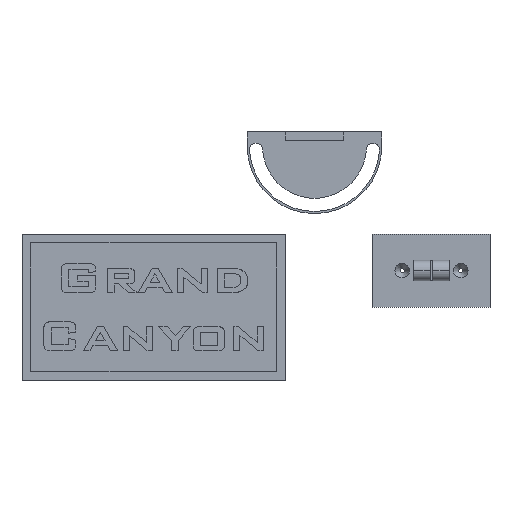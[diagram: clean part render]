
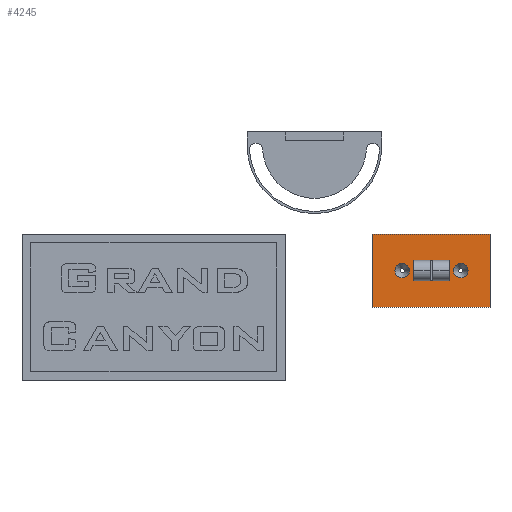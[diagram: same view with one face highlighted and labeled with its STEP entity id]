
A CAD part, top view. The second image highlights one B-rep face of the part: STEP entity #4245.
In plain terms, the highlighted planar face has unit normal (0, 0, 1).
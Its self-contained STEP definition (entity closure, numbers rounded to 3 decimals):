
#38=CIRCLE('',#4452,2.5);
#40=CIRCLE('',#4455,2.5);
#77=FACE_BOUND('',#673,.T.);
#78=FACE_BOUND('',#674,.T.);
#79=FACE_BOUND('',#675,.T.);
#426=FACE_OUTER_BOUND('',#672,.T.);
#672=EDGE_LOOP('',(#3778,#3779,#3780,#3781));
#673=EDGE_LOOP('',(#3782,#3783,#3784,#3785));
#674=EDGE_LOOP('',(#3786));
#675=EDGE_LOOP('',(#3787));
#1112=LINE('',#7097,#1603);
#1119=LINE('',#7123,#1610);
#1144=LINE('',#7184,#1635);
#1145=LINE('',#7187,#1636);
#1150=LINE('',#7207,#1641);
#1153=LINE('',#7213,#1644);
#1156=LINE('',#7219,#1647);
#1159=LINE('',#7223,#1650);
#1603=VECTOR('',#5194,10.);
#1610=VECTOR('',#5219,10.);
#1635=VECTOR('',#5282,10.);
#1636=VECTOR('',#5287,10.);
#1641=VECTOR('',#5306,10.);
#1644=VECTOR('',#5311,10.);
#1647=VECTOR('',#5316,10.);
#1650=VECTOR('',#5321,10.);
#2010=VERTEX_POINT('',#7094);
#2011=VERTEX_POINT('',#7096);
#2020=VERTEX_POINT('',#7120);
#2021=VERTEX_POINT('',#7122);
#2039=VERTEX_POINT('',#7189);
#2041=VERTEX_POINT('',#7195);
#2045=VERTEX_POINT('',#7204);
#2046=VERTEX_POINT('',#7206);
#2048=VERTEX_POINT('',#7212);
#2050=VERTEX_POINT('',#7218);
#2572=EDGE_CURVE('',#2011,#2010,#1112,.T.);
#2585=EDGE_CURVE('',#2021,#2020,#1119,.T.);
#2616=EDGE_CURVE('',#2010,#2021,#1144,.T.);
#2617=EDGE_CURVE('',#2020,#2011,#1145,.T.);
#2618=EDGE_CURVE('',#2039,#2039,#38,.T.);
#2621=EDGE_CURVE('',#2041,#2041,#40,.T.);
#2626=EDGE_CURVE('',#2046,#2045,#1150,.T.);
#2629=EDGE_CURVE('',#2048,#2046,#1153,.T.);
#2632=EDGE_CURVE('',#2050,#2048,#1156,.T.);
#2635=EDGE_CURVE('',#2045,#2050,#1159,.T.);
#3778=ORIENTED_EDGE('',*,*,#2635,.T.);
#3779=ORIENTED_EDGE('',*,*,#2632,.T.);
#3780=ORIENTED_EDGE('',*,*,#2629,.T.);
#3781=ORIENTED_EDGE('',*,*,#2626,.T.);
#3782=ORIENTED_EDGE('',*,*,#2616,.T.);
#3783=ORIENTED_EDGE('',*,*,#2585,.T.);
#3784=ORIENTED_EDGE('',*,*,#2617,.T.);
#3785=ORIENTED_EDGE('',*,*,#2572,.T.);
#3786=ORIENTED_EDGE('',*,*,#2618,.T.);
#3787=ORIENTED_EDGE('',*,*,#2621,.T.);
#4026=PLANE('',#4461);
#4245=ADVANCED_FACE('',(#426,#77,#78,#79),#4026,.T.);
#4452=AXIS2_PLACEMENT_3D('',#7190,#5290,#5291);
#4455=AXIS2_PLACEMENT_3D('',#7196,#5297,#5298);
#4461=AXIS2_PLACEMENT_3D('',#7224,#5322,#5323);
#5194=DIRECTION('',(-1.,0.,0.));
#5219=DIRECTION('',(1.,0.,0.));
#5282=DIRECTION('',(0.,1.,0.));
#5287=DIRECTION('',(0.,-1.,0.));
#5290=DIRECTION('center_axis',(0.,0.,-1.));
#5291=DIRECTION('ref_axis',(-1.,0.,0.));
#5297=DIRECTION('center_axis',(0.,0.,-1.));
#5298=DIRECTION('ref_axis',(-1.,0.,0.));
#5306=DIRECTION('',(0.,-1.,0.));
#5311=DIRECTION('',(-1.,0.,0.));
#5316=DIRECTION('',(0.,1.,0.));
#5321=DIRECTION('',(1.,0.,0.));
#5322=DIRECTION('center_axis',(0.,0.,1.));
#5323=DIRECTION('ref_axis',(1.,0.,0.));
#7094=CARTESIAN_POINT('',(89.,9.,3.));
#7096=CARTESIAN_POINT('',(101.,9.,3.));
#7097=CARTESIAN_POINT('',(92.,9.,3.));
#7120=CARTESIAN_POINT('',(101.,16.,3.));
#7122=CARTESIAN_POINT('',(89.,16.,3.));
#7123=CARTESIAN_POINT('',(98.,16.,3.));
#7184=CARTESIAN_POINT('',(89.,14.25,3.));
#7187=CARTESIAN_POINT('',(101.,10.75,3.));
#7189=CARTESIAN_POINT('',(87.5,12.5,3.));
#7190=CARTESIAN_POINT('Origin',(85.,12.5,3.));
#7195=CARTESIAN_POINT('',(107.5,12.5,3.));
#7196=CARTESIAN_POINT('Origin',(105.,12.5,3.));
#7204=CARTESIAN_POINT('',(75.,0.,3.));
#7206=CARTESIAN_POINT('',(75.,25.,3.));
#7207=CARTESIAN_POINT('',(75.,0.,3.));
#7212=CARTESIAN_POINT('',(115.,25.,3.));
#7213=CARTESIAN_POINT('',(75.,25.,3.));
#7218=CARTESIAN_POINT('',(115.,0.,3.));
#7219=CARTESIAN_POINT('',(115.,25.,3.));
#7223=CARTESIAN_POINT('',(115.,0.,3.));
#7224=CARTESIAN_POINT('Origin',(95.,12.5,3.));
